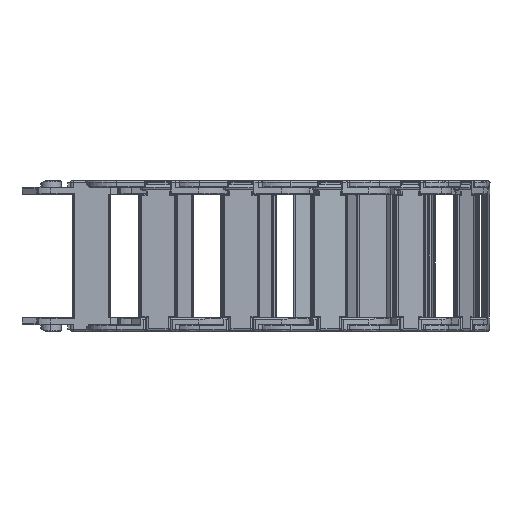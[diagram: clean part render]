
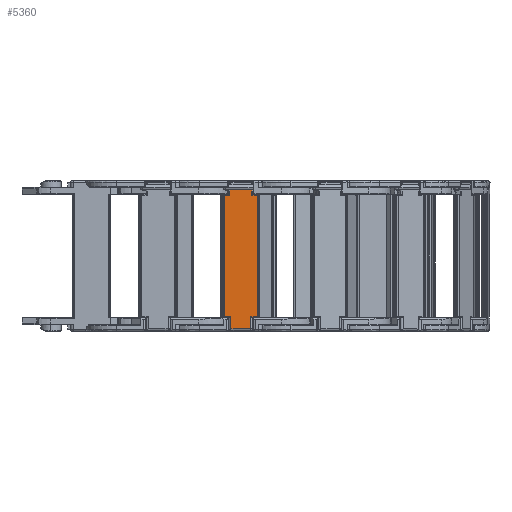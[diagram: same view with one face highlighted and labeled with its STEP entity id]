
A CAD part, front view. The second image highlights one B-rep face of the part: STEP entity #5360.
In plain terms, the highlighted face is planar.
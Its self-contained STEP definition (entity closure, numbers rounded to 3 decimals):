
#101 = VECTOR ( 'NONE', #2001, 1000. ) ;
#394 = EDGE_CURVE ( 'NONE', #11849, #17446, #13450, .T. ) ;
#683 = CARTESIAN_POINT ( 'NONE',  ( 437.679, 93.451, 591.869 ) ) ;
#693 = ORIENTED_EDGE ( 'NONE', *, *, #15544, .F. ) ;
#848 = DIRECTION ( 'NONE',  ( 0., 0., -1. ) ) ;
#1433 = CARTESIAN_POINT ( 'NONE',  ( 451.117, 93.451, 565.901 ) ) ;
#1751 = VECTOR ( 'NONE', #5867, 1000. ) ;
#1812 = VERTEX_POINT ( 'NONE', #1433 ) ;
#1825 = VECTOR ( 'NONE', #3101, 1000. ) ;
#1934 = CARTESIAN_POINT ( 'NONE',  ( 451.117, 93.451, 591.851 ) ) ;
#2001 = DIRECTION ( 'NONE',  ( 0., 0., -1. ) ) ;
#2215 = ORIENTED_EDGE ( 'NONE', *, *, #8590, .F. ) ;
#2234 = ORIENTED_EDGE ( 'NONE', *, *, #11486, .F. ) ;
#3101 = DIRECTION ( 'NONE',  ( 0., 0., 1. ) ) ;
#3111 = ORIENTED_EDGE ( 'NONE', *, *, #10631, .F. ) ;
#3167 = DIRECTION ( 'NONE',  ( -1., 0., 0. ) ) ;
#3271 = CARTESIAN_POINT ( 'NONE',  ( 425.879, 93.451, 565.901 ) ) ;
#3606 = VECTOR ( 'NONE', #3167, 1000. ) ;
#3620 = PLANE ( 'NONE',  #3722 ) ;
#3722 = AXIS2_PLACEMENT_3D ( 'NONE', #11012, #12240, #8089 ) ;
#3951 = ORIENTED_EDGE ( 'NONE', *, *, #13712, .F. ) ;
#4063 = ORIENTED_EDGE ( 'NONE', *, *, #9497, .F. ) ;
#4132 = LINE ( 'NONE', #15318, #5037 ) ;
#4185 = VECTOR ( 'NONE', #17642, 1000. ) ;
#4585 = VECTOR ( 'NONE', #9139, 1000. ) ;
#4732 = LINE ( 'NONE', #14641, #1751 ) ;
#4773 = EDGE_CURVE ( 'NONE', #10015, #5040, #4732, .T. ) ;
#4776 = VECTOR ( 'NONE', #10832, 1000. ) ;
#4880 = VERTEX_POINT ( 'NONE', #14758 ) ;
#5029 = CARTESIAN_POINT ( 'NONE',  ( 440.417, 93.451, 568.601 ) ) ;
#5037 = VECTOR ( 'NONE', #848, 1000. ) ;
#5040 = VERTEX_POINT ( 'NONE', #5029 ) ;
#5185 = VERTEX_POINT ( 'NONE', #9105 ) ;
#5336 = LINE ( 'NONE', #683, #11924 ) ;
#5360 = ADVANCED_FACE ( 'NONE', ( #15162 ), #3620, .F. ) ;
#5585 = CARTESIAN_POINT ( 'NONE',  ( 440.922, 93.451, 627.596 ) ) ;
#5867 = DIRECTION ( 'NONE',  ( 0., 0., 1. ) ) ;
#6180 = DIRECTION ( 'NONE',  ( 1., 0., 0. ) ) ;
#6203 = LINE ( 'NONE', #7083, #7122 ) ;
#6992 = VERTEX_POINT ( 'NONE', #13248 ) ;
#7083 = CARTESIAN_POINT ( 'NONE',  ( 425.879, 93.451, 627.596 ) ) ;
#7116 = ORIENTED_EDGE ( 'NONE', *, *, #18600, .F. ) ;
#7122 = VECTOR ( 'NONE', #10019, 1000. ) ;
#7910 = DIRECTION ( 'NONE',  ( 0., 0., 1. ) ) ;
#7955 = VERTEX_POINT ( 'NONE', #9482 ) ;
#8049 = LINE ( 'NONE', #8774, #4185 ) ;
#8089 = DIRECTION ( 'NONE',  ( 0., 0., 1. ) ) ;
#8590 = EDGE_CURVE ( 'NONE', #15678, #10490, #6203, .T. ) ;
#8648 = LINE ( 'NONE', #9563, #4776 ) ;
#8774 = CARTESIAN_POINT ( 'NONE',  ( 453.855, 93.451, 591.869 ) ) ;
#8951 = ORIENTED_EDGE ( 'NONE', *, *, #9375, .F. ) ;
#9105 = CARTESIAN_POINT ( 'NONE',  ( 451.117, 93.451, 568.601 ) ) ;
#9139 = DIRECTION ( 'NONE',  ( -1., 0., 0. ) ) ;
#9347 = ORIENTED_EDGE ( 'NONE', *, *, #394, .F. ) ;
#9375 = EDGE_CURVE ( 'NONE', #1812, #10015, #17753, .T. ) ;
#9482 = CARTESIAN_POINT ( 'NONE',  ( 453.855, 93.451, 568.601 ) ) ;
#9497 = EDGE_CURVE ( 'NONE', #5040, #6992, #17304, .T. ) ;
#9563 = CARTESIAN_POINT ( 'NONE',  ( 425.879, 93.451, 633.496 ) ) ;
#9642 = CARTESIAN_POINT ( 'NONE',  ( 425.879, 93.451, 568.601 ) ) ;
#10015 = VERTEX_POINT ( 'NONE', #15736 ) ;
#10019 = DIRECTION ( 'NONE',  ( 1., 0., 0. ) ) ;
#10490 = VERTEX_POINT ( 'NONE', #18636 ) ;
#10561 = ORIENTED_EDGE ( 'NONE', *, *, #4773, .F. ) ;
#10631 = EDGE_CURVE ( 'NONE', #17446, #11246, #8648, .T. ) ;
#10832 = DIRECTION ( 'NONE',  ( 1., 0., 0. ) ) ;
#11012 = CARTESIAN_POINT ( 'NONE',  ( 425.879, 93.451, 591.869 ) ) ;
#11246 = VERTEX_POINT ( 'NONE', #15359 ) ;
#11486 = EDGE_CURVE ( 'NONE', #7955, #5185, #17691, .T. ) ;
#11849 = VERTEX_POINT ( 'NONE', #5585 ) ;
#11924 = VECTOR ( 'NONE', #7910, 1000. ) ;
#12240 = DIRECTION ( 'NONE',  ( 0., 1., 0. ) ) ;
#12889 = CARTESIAN_POINT ( 'NONE',  ( 440.922, 93.451, 604.346 ) ) ;
#13248 = CARTESIAN_POINT ( 'NONE',  ( 437.679, 93.451, 568.601 ) ) ;
#13450 = LINE ( 'NONE', #12889, #1825 ) ;
#13712 = EDGE_CURVE ( 'NONE', #6992, #4880, #5336, .T. ) ;
#13950 = CARTESIAN_POINT ( 'NONE',  ( 425.879, 93.451, 568.601 ) ) ;
#13999 = DIRECTION ( 'NONE',  ( -1., 0., 0. ) ) ;
#14079 = CARTESIAN_POINT ( 'NONE',  ( 440.922, 93.451, 633.496 ) ) ;
#14122 = VECTOR ( 'NONE', #13999, 1000. ) ;
#14485 = ORIENTED_EDGE ( 'NONE', *, *, #15918, .F. ) ;
#14641 = CARTESIAN_POINT ( 'NONE',  ( 440.417, 93.451, 591.851 ) ) ;
#14758 = CARTESIAN_POINT ( 'NONE',  ( 437.679, 93.451, 627.596 ) ) ;
#15162 = FACE_OUTER_BOUND ( 'NONE', #18191, .T. ) ;
#15252 = CARTESIAN_POINT ( 'NONE',  ( 450.612, 93.451, 627.596 ) ) ;
#15318 = CARTESIAN_POINT ( 'NONE',  ( 450.612, 93.451, 604.346 ) ) ;
#15359 = CARTESIAN_POINT ( 'NONE',  ( 450.612, 93.451, 633.496 ) ) ;
#15544 = EDGE_CURVE ( 'NONE', #4880, #11849, #16691, .T. ) ;
#15678 = VERTEX_POINT ( 'NONE', #15252 ) ;
#15736 = CARTESIAN_POINT ( 'NONE',  ( 440.417, 93.451, 565.901 ) ) ;
#15918 = EDGE_CURVE ( 'NONE', #5185, #1812, #17581, .T. ) ;
#16399 = CARTESIAN_POINT ( 'NONE',  ( 425.879, 93.451, 627.596 ) ) ;
#16691 = LINE ( 'NONE', #16399, #18754 ) ;
#17304 = LINE ( 'NONE', #9642, #14122 ) ;
#17354 = ORIENTED_EDGE ( 'NONE', *, *, #17567, .F. ) ;
#17446 = VERTEX_POINT ( 'NONE', #14079 ) ;
#17567 = EDGE_CURVE ( 'NONE', #10490, #7955, #8049, .T. ) ;
#17581 = LINE ( 'NONE', #1934, #101 ) ;
#17642 = DIRECTION ( 'NONE',  ( 0., 0., -1. ) ) ;
#17691 = LINE ( 'NONE', #13950, #3606 ) ;
#17753 = LINE ( 'NONE', #3271, #4585 ) ;
#18191 = EDGE_LOOP ( 'NONE', ( #3951, #4063, #10561, #8951, #14485, #2234, #17354, #2215, #7116, #3111, #9347, #693 ) ) ;
#18600 = EDGE_CURVE ( 'NONE', #11246, #15678, #4132, .T. ) ;
#18636 = CARTESIAN_POINT ( 'NONE',  ( 453.855, 93.451, 627.596 ) ) ;
#18754 = VECTOR ( 'NONE', #6180, 1000. ) ;
